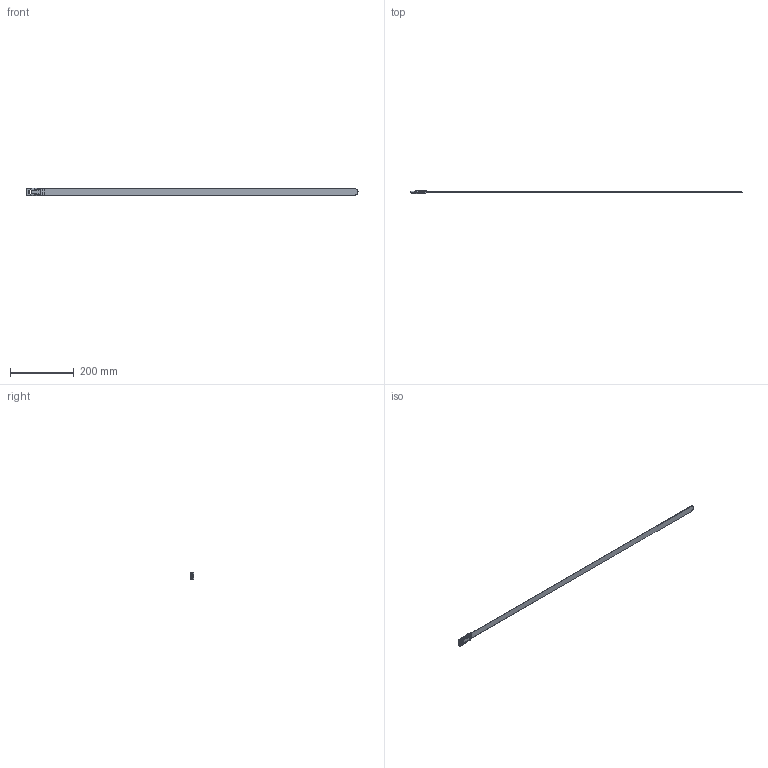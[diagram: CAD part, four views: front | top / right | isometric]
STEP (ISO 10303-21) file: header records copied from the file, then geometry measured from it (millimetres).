
FILE_DESCRIPTION((''),'2;1');
FILE_NAME('','2008-04-30T18:14:05',(''),(''),'','CADfix','');
FILE_SCHEMA(('AUTOMOTIVE_DESIGN { 1 0 10303 214 1 1 1 1 }'));
Length unit declared in the file: millimetre
Bounding box: 1043.8 x 10.34 x 24.6 mm (x, y, z)
Volume: 24772.1 mm3; surface area: 47507.8 mm2
Topology: 1 solids, 2 shells, 223 faces, 598 edges, 369 vertices
Faces by surface type: bspline 223
Entity records: 18725 total; most frequent: CARTESIAN_POINT 15331, ORIENTED_EDGE 1188, EDGE_CURVE 594, VERTEX_POINT 369, QUASI_UNIFORM_CURVE 236, EDGE_LOOP 223, FACE_OUTER_BOUND 223, ADVANCED_FACE 223
